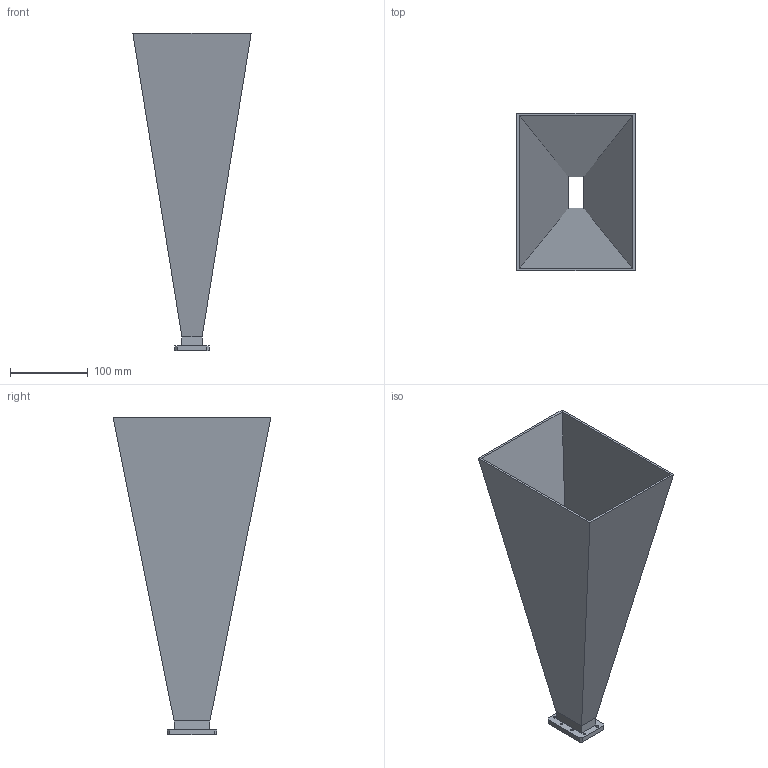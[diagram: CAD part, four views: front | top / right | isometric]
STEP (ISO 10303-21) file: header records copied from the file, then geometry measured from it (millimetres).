
FILE_DESCRIPTION (( 'STEP AP214' ), '1' );
FILE_NAME ('PEWAN159-20.step', '2021-09-15T18:26:59', ( '' ), ( '' ), 'SwSTEP 2.0', 'SolidWorks 2021', '' );
FILE_SCHEMA (( 'AUTOMOTIVE_DESIGN' ));
Length unit declared in the file: millimetre
Products named in the file (1): PEWAN159-20
Bounding box: 152.6 x 203.61 x 410 mm (x, y, z)
Volume: 572096.6 mm3; surface area: 341617.7 mm2
Topology: 1 solids, 1 shells, 46 faces, 130 edges, 88 vertices
Faces by surface type: plane 30, cylinder 16
Entity records: 1755 total; most frequent: CARTESIAN_POINT 265, ORIENTED_EDGE 260, DIRECTION 256, EDGE_CURVE 130, LINE 98, VECTOR 98, VERTEX_POINT 88, AXIS2_PLACEMENT_3D 79
